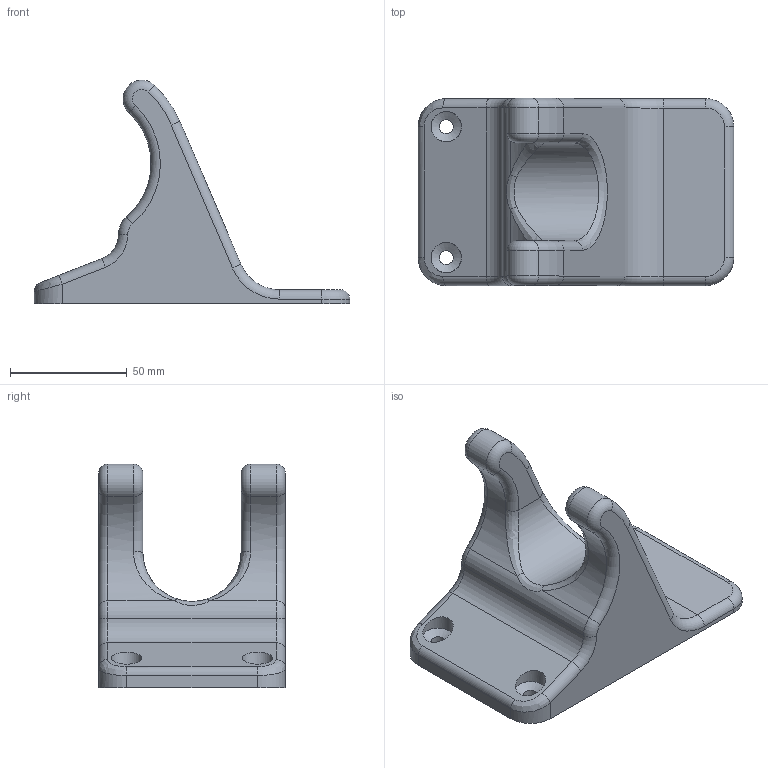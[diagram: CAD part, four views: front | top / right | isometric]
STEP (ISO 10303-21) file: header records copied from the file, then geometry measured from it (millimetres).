
FILE_DESCRIPTION(('FreeCAD Model'),'2;1');
FILE_NAME('Open CASCADE Shape Model','2023-07-23T10:58:56',(''),(''), 'Open CASCADE STEP processor 7.6','FreeCAD','Unknown');
FILE_SCHEMA(('AUTOMOTIVE_DESIGN { 1 0 10303 214 1 1 1 1 }'));
Length unit declared in the file: millimetre
Products named in the file (1): Body
Bounding box: 135 x 80 x 95.7 mm (x, y, z)
Volume: 267538 mm3; surface area: 37723.8 mm2
Topology: 1 solids, 1 shells, 66 faces, 152 edges, 88 vertices
Faces by surface type: cylinder 28, torus 20, plane 10, bspline 6, cone 2
Full cylindrical faces by diameter (mm): 6 x2, 13 x2
Entity records: 5349 total; most frequent: CARTESIAN_POINT 2258, DIRECTION 607, ORIENTED_EDGE 304, LINE 304, VECTOR 304, PCURVE 304, DEFINITIONAL_REPRESENTATION 304, EDGE_CURVE 152
